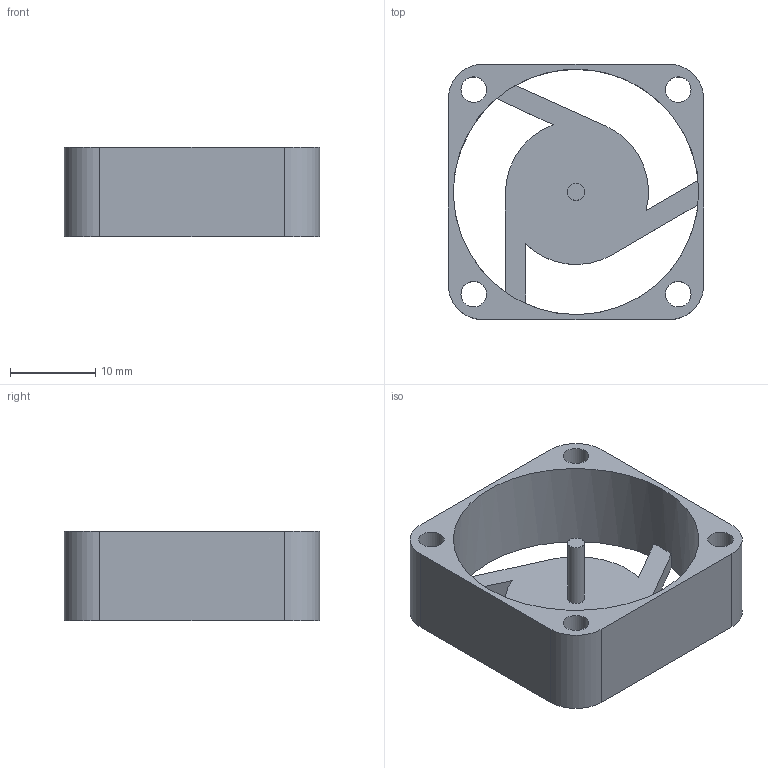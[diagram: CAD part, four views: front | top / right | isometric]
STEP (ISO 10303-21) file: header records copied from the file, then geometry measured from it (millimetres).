
FILE_DESCRIPTION(/* description */ (''),/* implementation_level */ '2;1');
FILE_NAME(/* name */ '3010.stp',/* time_stamp */ '2020-11-19T20:17:20+03:00',/* author */ ('Max'),/* organization */ (''),/* preprocessor_version */ 'ST-DEVELOPER v16.5',/* originating_system */ 'Autodesk Inventor 2017',/* authorisation */ '');
FILE_SCHEMA (('AUTOMOTIVE_DESIGN { 1 0 10303 214 3 1 1 }'));
Length unit declared in the file: millimetre
Products named in the file (1): кулер корпус
Bounding box: 30 x 30 x 10.5 mm (x, y, z)
Volume: 2748.4 mm3; surface area: 3723.6 mm2
Topology: 1 solids, 1 shells, 30 faces, 116 edges, 115 vertices
Faces by surface type: plane 16, cylinder 14
Full cylindrical faces by diameter (mm): 2 x1, 3 x4, 28.8 x1
Entity records: 1247 total; most frequent: CARTESIAN_POINT 249, DIRECTION 226, ORIENTED_EDGE 152, AXIS2_PLACEMENT_3D 86, EDGE_CURVE 76, CIRCLE 55, LINE 54, VECTOR 54
